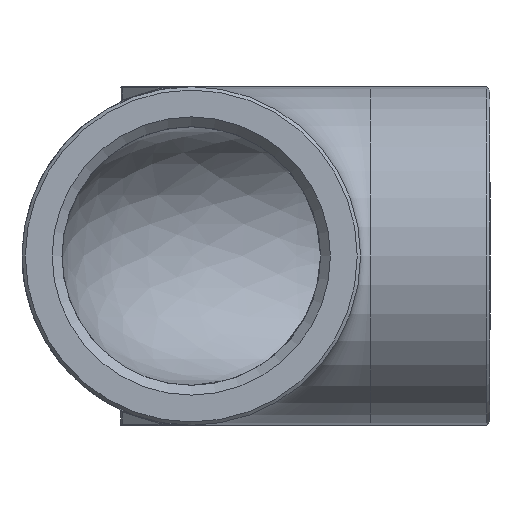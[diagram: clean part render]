
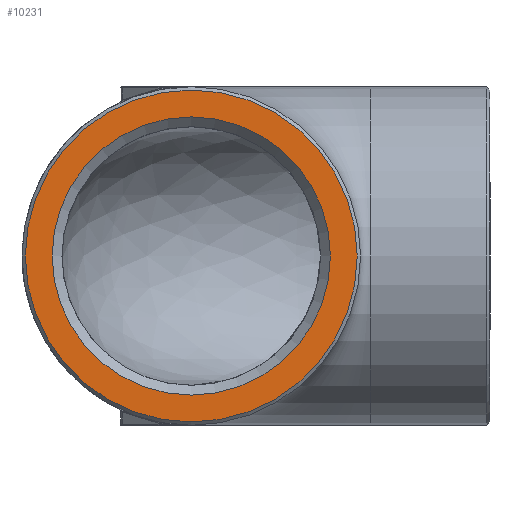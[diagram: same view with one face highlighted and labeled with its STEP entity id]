
A CAD part, front view. The second image highlights one B-rep face of the part: STEP entity #10231.
In plain terms, the highlighted planar face has unit normal (0, -1, 0).
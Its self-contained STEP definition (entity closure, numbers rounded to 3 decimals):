
#1413 = AXIS2_PLACEMENT_3D ( 'NONE', #4867, #8084, #4674 ) ;
#1421 = DIRECTION ( 'NONE',  ( 0., -1., 0. ) ) ;
#2004 = DIRECTION ( 'NONE',  ( 0., 0., 1. ) ) ;
#2937 = VERTEX_POINT ( 'NONE', #16631 ) ;
#3166 = FACE_OUTER_BOUND ( 'NONE', #9799, .T. ) ;
#4288 = CIRCLE ( 'NONE', #15422, 20.955 ) ;
#4674 = DIRECTION ( 'NONE',  ( 0., 0., 1. ) ) ;
#4867 = CARTESIAN_POINT ( 'NONE',  ( 0., 0., 0. ) ) ;
#4883 = EDGE_CURVE ( 'NONE', #11758, #11758, #17439, .T. ) ;
#7697 = FACE_BOUND ( 'NONE', #12917, .T. ) ;
#8084 = DIRECTION ( 'NONE',  ( 0., 1., 0. ) ) ;
#9799 = EDGE_LOOP ( 'NONE', ( #11374 ) ) ;
#9844 = DIRECTION ( 'NONE',  ( 0., -1., 0. ) ) ;
#10231 = ADVANCED_FACE ( 'NONE', ( #3166, #7697 ), #15531, .F. ) ;
#10463 = CARTESIAN_POINT ( 'NONE',  ( 0., 0., 25. ) ) ;
#10631 = CARTESIAN_POINT ( 'NONE',  ( 0., 0., 0. ) ) ;
#10763 = EDGE_CURVE ( 'NONE', #2937, #2937, #4288, .T. ) ;
#11374 = ORIENTED_EDGE ( 'NONE', *, *, #4883, .T. ) ;
#11758 = VERTEX_POINT ( 'NONE', #10463 ) ;
#12917 = EDGE_LOOP ( 'NONE', ( #19410 ) ) ;
#13991 = DIRECTION ( 'NONE',  ( 0., 0., -1. ) ) ;
#15422 = AXIS2_PLACEMENT_3D ( 'NONE', #10631, #1421, #13991 ) ;
#15531 = PLANE ( 'NONE',  #1413 ) ;
#16631 = CARTESIAN_POINT ( 'NONE',  ( 0., 0., -20.955 ) ) ;
#17394 = CARTESIAN_POINT ( 'NONE',  ( 0., 0., 0. ) ) ;
#17439 = CIRCLE ( 'NONE', #18083, 25. ) ;
#18083 = AXIS2_PLACEMENT_3D ( 'NONE', #17394, #9844, #2004 ) ;
#19410 = ORIENTED_EDGE ( 'NONE', *, *, #10763, .F. ) ;
